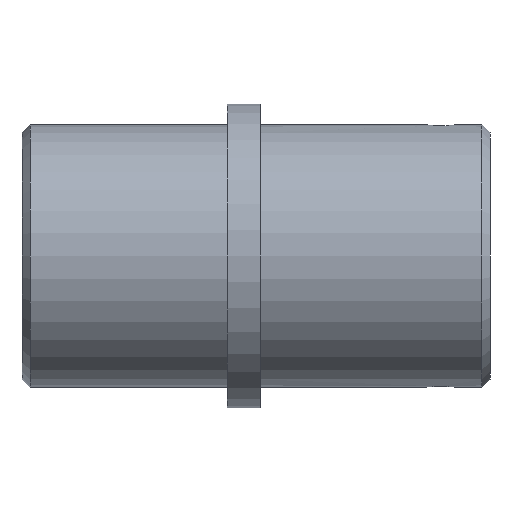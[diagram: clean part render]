
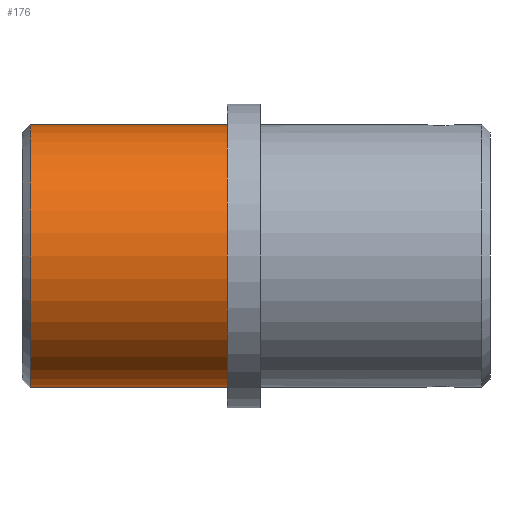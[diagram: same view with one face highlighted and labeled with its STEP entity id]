
A CAD part, front view. The second image highlights one B-rep face of the part: STEP entity #176.
In plain terms, the highlighted cylindrical face has radius 16 mm (diameter 32 mm), a partial arc.
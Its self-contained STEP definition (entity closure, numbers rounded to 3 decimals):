
#63 = AXIS2_PLACEMENT_3D ( 'NONE', #999, #912, #913 ) ;
#91 = AXIS2_PLACEMENT_3D ( 'NONE', #868, #867, #873 ) ;
#92 = AXIS2_PLACEMENT_3D ( 'NONE', #824, #822, #836 ) ;
#134 = EDGE_CURVE ( 'NONE', #535, #559, #463, .T. ) ;
#148 = EDGE_CURVE ( 'NONE', #537, #535, #448, .T. ) ;
#149 = EDGE_CURVE ( 'NONE', #559, #533, #447, .T. ) ;
#161 = EDGE_CURVE ( 'NONE', #537, #533, #435, .T. ) ;
#176 = ADVANCED_FACE ( 'NONE', ( #417 ), #402, .T. ) ;
#402 = CYLINDRICAL_SURFACE ( 'NONE', #63, 16. ) ;
#417 = FACE_OUTER_BOUND ( 'NONE', #578, .T. ) ;
#433 = VECTOR ( 'NONE', #751, 1000. ) ;
#435 = LINE ( 'NONE', #770, #433 ) ;
#447 = CIRCLE ( 'NONE', #91, 16. ) ;
#448 = CIRCLE ( 'NONE', #92, 16. ) ;
#461 = VECTOR ( 'NONE', #805, 1000. ) ;
#463 = LINE ( 'NONE', #815, #461 ) ;
#533 = VERTEX_POINT ( 'NONE', #1008 ) ;
#535 = VERTEX_POINT ( 'NONE', #1009 ) ;
#537 = VERTEX_POINT ( 'NONE', #989 ) ;
#559 = VERTEX_POINT ( 'NONE', #976 ) ;
#578 = EDGE_LOOP ( 'NONE', ( #619, #620, #621, #622 ) ) ;
#619 = ORIENTED_EDGE ( 'NONE', *, *, #161, .F. ) ;
#620 = ORIENTED_EDGE ( 'NONE', *, *, #148, .T. ) ;
#621 = ORIENTED_EDGE ( 'NONE', *, *, #134, .T. ) ;
#622 = ORIENTED_EDGE ( 'NONE', *, *, #149, .T. ) ;
#751 = DIRECTION ( 'NONE',  ( -1., 0., 0. ) ) ;
#770 = CARTESIAN_POINT ( 'NONE',  ( 0., 0., -16. ) ) ;
#805 = DIRECTION ( 'NONE',  ( -1., 0., 0. ) ) ;
#815 = CARTESIAN_POINT ( 'NONE',  ( 0., 0., 16. ) ) ;
#822 = DIRECTION ( 'NONE',  ( -1., 0., 0. ) ) ;
#824 = CARTESIAN_POINT ( 'NONE',  ( 25., 0., 0. ) ) ;
#836 = DIRECTION ( 'NONE',  ( 0., 0., 1. ) ) ;
#867 = DIRECTION ( 'NONE',  ( 1., 0., 0. ) ) ;
#868 = CARTESIAN_POINT ( 'NONE',  ( 1., 0., 0. ) ) ;
#873 = DIRECTION ( 'NONE',  ( 0., 0., -1. ) ) ;
#912 = DIRECTION ( 'NONE',  ( -1., 0., 0. ) ) ;
#913 = DIRECTION ( 'NONE',  ( 0., 0., 1. ) ) ;
#976 = CARTESIAN_POINT ( 'NONE',  ( 1., 0., 16. ) ) ;
#989 = CARTESIAN_POINT ( 'NONE',  ( 25., 0., -16. ) ) ;
#999 = CARTESIAN_POINT ( 'NONE',  ( 0., 0., 0. ) ) ;
#1008 = CARTESIAN_POINT ( 'NONE',  ( 1., 0., -16. ) ) ;
#1009 = CARTESIAN_POINT ( 'NONE',  ( 25., 0., 16. ) ) ;
